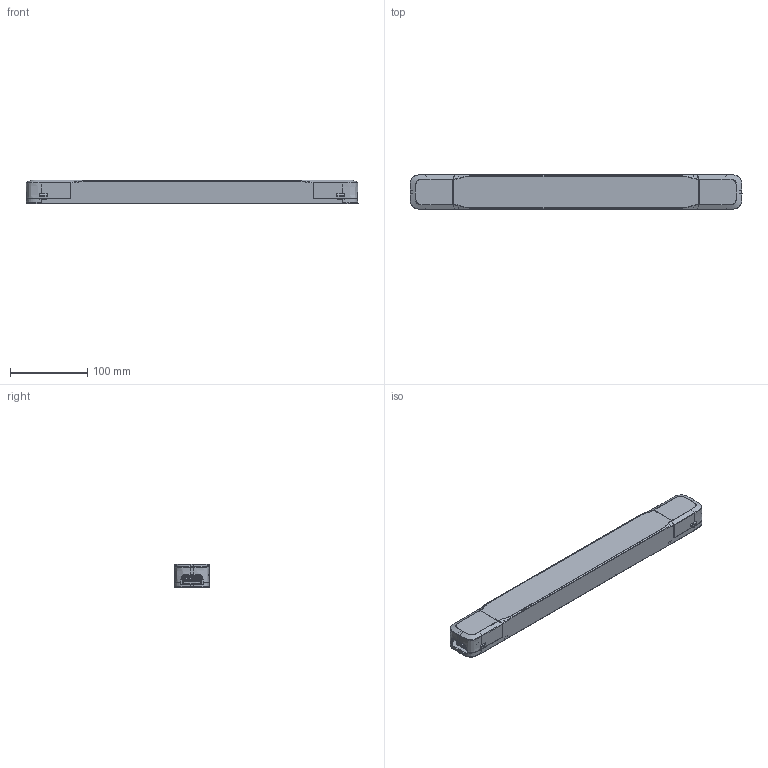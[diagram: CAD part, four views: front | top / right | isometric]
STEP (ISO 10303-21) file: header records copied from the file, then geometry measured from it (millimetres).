
FILE_DESCRIPTION(('Creo Elements/Direct Modeling STEP Export'),'2;1');
FILE_NAME('K105_LS-250-24 DALI 2 LI.stp','2023-07-17T14:18:44',(''),(''),'Creo Elements/Direct Modeling STEP processor for AP214 (Solid Model)','Creo Elements/Direct Modeling 20.5 09-Apr-2022 (C) Parametric Technology GmbH','');
FILE_SCHEMA(('AUTOMOTIVE_DESIGN { 1 0 10303 214 1 1 1 1 }'));
Length unit declared in the file: millimetre
Products named in the file (5): case top; PCB; cap input; case bottom; K105_LS-250-24 DALI-2 LI
Assembly tree (5 placements, depth 2):
  K105_LS-250-24 DALI-2 LI
    case bottom
    cap input  x2
    PCB
    case top
Bounding box: 431 x 44.99 x 30.5 mm (x, y, z)
Volume: 134664.2 mm3; surface area: 194931.9 mm2
Topology: 5 solids, 69 shells, 5379 faces, 15142 edges, 9802 vertices
Faces by surface type: plane 3592, cylinder 1246, cone 216, bspline 154, torus 96, extrusion 43, sphere 32
Entity records: 177138 total; most frequent: CARTESIAN_POINT 44341, ORIENTED_EDGE 29486, DIRECTION 25095, EDGE_CURVE 14743, VECTOR 10833, LINE 10798, VERTEX_POINT 9576, AXIS2_PLACEMENT_3D 7131
